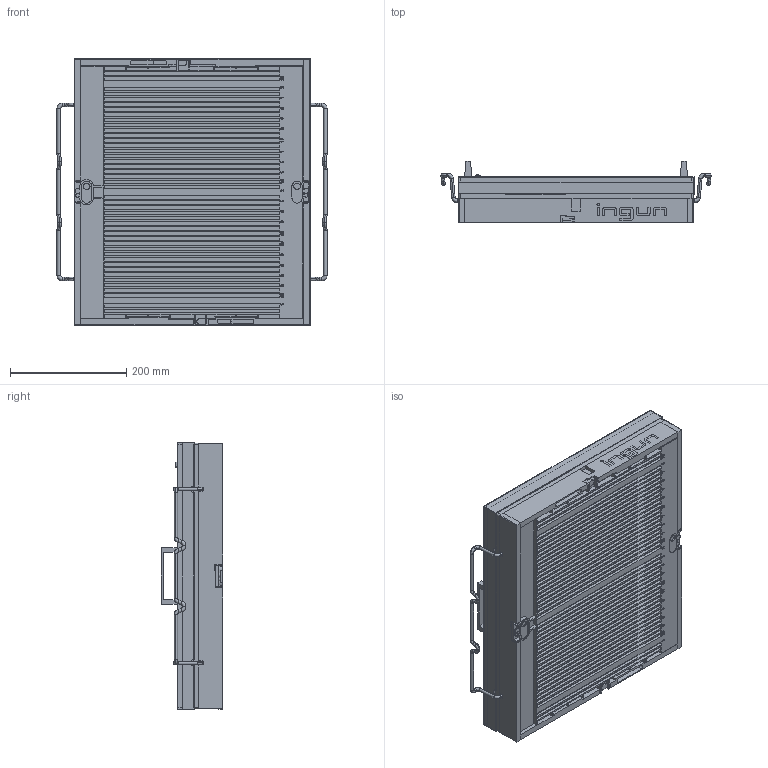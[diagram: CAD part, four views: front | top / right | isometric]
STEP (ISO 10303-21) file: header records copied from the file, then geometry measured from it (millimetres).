
FILE_DESCRIPTION (( 'STEP AP214' ), '1' );
FILE_NAME ('14251~0.STEP', '2019-06-18T09:42:29', ( '' ), ( '' ), 'SwSTEP 2.0', 'SolidWorks 2018', '' );
FILE_SCHEMA (( 'AUTOMOTIVE_DESIGN' ));
Length unit declared in the file: millimetre
Products named in the file (1): 14251~0
Bounding box: 464.6 x 105.51 x 460.2 mm (x, y, z)
Volume: 6661437.8 mm3; surface area: 1666060 mm2
Topology: 11 solids, 12 shells, 4025 faces, 10658 edges, 6919 vertices
Faces by surface type: plane 2556, bspline 977, cylinder 381, torus 90, cone 19, sphere 2
Entity records: 195253 total; most frequent: CARTESIAN_POINT 86638, ORIENTED_EDGE 21308, DIRECTION 15745, EDGE_CURVE 10654, LINE 7585, VECTOR 7585, VERTEX_POINT 6919, EDGE_LOOP 4357
